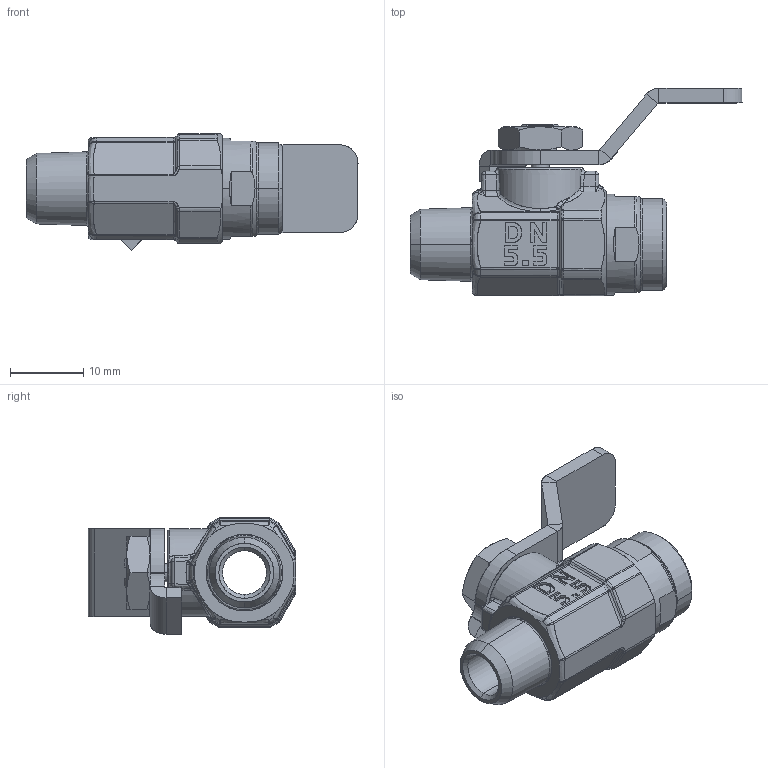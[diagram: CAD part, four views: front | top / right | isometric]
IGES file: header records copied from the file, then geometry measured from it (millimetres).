
Start section: SolidWorks IGES file using analytic representation for surfaces
Global section: file name: 6631000001.IGS; native system: SolidWorks 2016; preprocessor: SolidWorks 2016; author: cad06; date: 160708.082229; units: millimetre
Bounding box: 45.37 x 28.35 x 15.91 mm (x, y, z)
Surface area: 3653.1 mm2 (no closed solid volume)
Topology: 0 solids, 0 shells, 442 faces, 3357 edges, 3337 vertices
Faces by surface type: bspline 271, revolution 171
